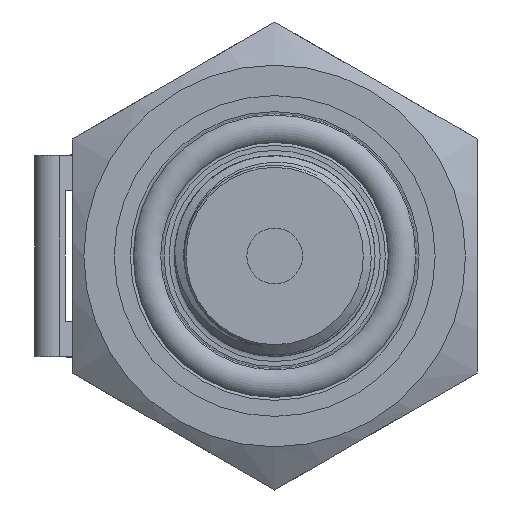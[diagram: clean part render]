
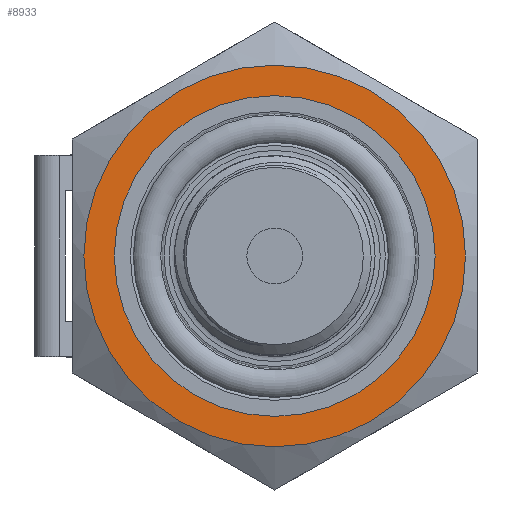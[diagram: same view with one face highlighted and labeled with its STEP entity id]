
A CAD part, left-side view. The second image highlights one B-rep face of the part: STEP entity #8933.
In plain terms, the highlighted planar face has unit normal (-1, 0, 0).
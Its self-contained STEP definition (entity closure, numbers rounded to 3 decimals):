
#146=FACE_BOUND('',#1491,.T.);
#271=PLANE('',#9409);
#949=FACE_OUTER_BOUND('',#1490,.T.);
#1490=EDGE_LOOP('',(#7646));
#1491=EDGE_LOOP('',(#7647));
#1812=CIRCLE('',#9374,11.3);
#1830=CIRCLE('',#9408,9.5);
#4219=VERTEX_POINT('',#25128);
#4236=VERTEX_POINT('',#26459);
#5387=EDGE_CURVE('',#4219,#4219,#1812,.T.);
#5421=EDGE_CURVE('',#4236,#4236,#1830,.T.);
#7646=ORIENTED_EDGE('',*,*,#5387,.T.);
#7647=ORIENTED_EDGE('',*,*,#5421,.T.);
#8933=ADVANCED_FACE('',(#949,#146),#271,.T.);
#9374=AXIS2_PLACEMENT_3D('',#25130,#10532,#10533);
#9408=AXIS2_PLACEMENT_3D('',#26460,#10609,#10610);
#9409=AXIS2_PLACEMENT_3D('',#26462,#10612,#10613);
#10532=DIRECTION('center_axis',(-1.,0.,0.));
#10533=DIRECTION('ref_axis',(0.,1.,0.));
#10609=DIRECTION('center_axis',(1.,0.,0.));
#10610=DIRECTION('ref_axis',(0.,0.,-1.));
#10612=DIRECTION('center_axis',(-1.,0.,0.));
#10613=DIRECTION('ref_axis',(0.,0.,1.));
#25128=CARTESIAN_POINT('',(14.,-11.3,0.));
#25130=CARTESIAN_POINT('Origin',(14.,0.,0.));
#26459=CARTESIAN_POINT('',(14.,-9.5,0.));
#26460=CARTESIAN_POINT('Origin',(14.,0.,0.));
#26462=CARTESIAN_POINT('Origin',(14.,12.,0.));
